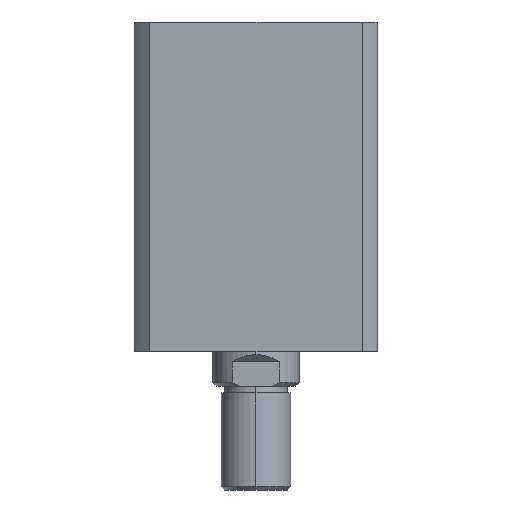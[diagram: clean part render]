
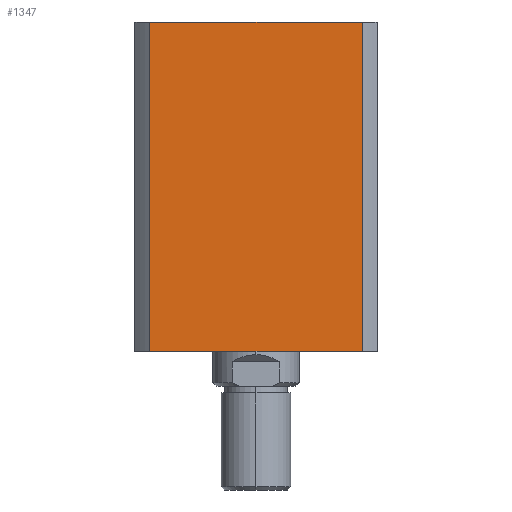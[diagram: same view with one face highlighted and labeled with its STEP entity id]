
A CAD part, left-side view. The second image highlights one B-rep face of the part: STEP entity #1347.
In plain terms, the highlighted planar face has unit normal (-1, 0, 0).
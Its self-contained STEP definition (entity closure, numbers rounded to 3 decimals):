
#117 = VERTEX_POINT ( 'NONE', #1459 ) ;
#201 = VERTEX_POINT ( 'NONE', #1484 ) ;
#302 = VERTEX_POINT ( 'NONE', #1563 ) ;
#318 = VERTEX_POINT ( 'NONE', #1617 ) ;
#707 = FACE_OUTER_BOUND ( 'NONE', #1189, .T. ) ;
#925 = LINE ( 'NONE', #3133, #927 ) ;
#927 = VECTOR ( 'NONE', #3134, 1000. ) ;
#937 = LINE ( 'NONE', #3154, #939 ) ;
#939 = VECTOR ( 'NONE', #3149, 1000. ) ;
#967 = LINE ( 'NONE', #3198, #970 ) ;
#970 = VECTOR ( 'NONE', #3199, 1000. ) ;
#1018 = LINE ( 'NONE', #3264, #1021 ) ;
#1021 = VECTOR ( 'NONE', #3265, 1000. ) ;
#1189 = EDGE_LOOP ( 'NONE', ( #3636, #3637, #3638, #3639 ) ) ;
#1347 = ADVANCED_FACE ( 'NONE', ( #707 ), #1585, .F. ) ;
#1459 = CARTESIAN_POINT ( 'NONE',  ( -35., 30.615, 95. ) ) ;
#1484 = CARTESIAN_POINT ( 'NONE',  ( -35., -30.615, 95. ) ) ;
#1563 = CARTESIAN_POINT ( 'NONE',  ( -35., -30.615, 0. ) ) ;
#1585 = PLANE ( 'NONE',  #2137 ) ;
#1617 = CARTESIAN_POINT ( 'NONE',  ( -35., 30.615, 0. ) ) ;
#1696 = DIRECTION ( 'NONE',  ( 0., 0., -1. ) ) ;
#1752 = CARTESIAN_POINT ( 'NONE',  ( -35., 0., 95. ) ) ;
#1793 = DIRECTION ( 'NONE',  ( 1., 0., 0. ) ) ;
#1803 = EDGE_CURVE ( 'NONE', #117, #201, #925, .T. ) ;
#1810 = EDGE_CURVE ( 'NONE', #318, #302, #937, .T. ) ;
#1944 = EDGE_CURVE ( 'NONE', #117, #318, #967, .T. ) ;
#1973 = EDGE_CURVE ( 'NONE', #201, #302, #1018, .T. ) ;
#2137 = AXIS2_PLACEMENT_3D ( 'NONE', #1752, #1793, #1696 ) ;
#3133 = CARTESIAN_POINT ( 'NONE',  ( -35., 0., 95. ) ) ;
#3134 = DIRECTION ( 'NONE',  ( 0., -1., 0. ) ) ;
#3149 = DIRECTION ( 'NONE',  ( 0., -1., 0. ) ) ;
#3154 = CARTESIAN_POINT ( 'NONE',  ( -35., 0., 0. ) ) ;
#3198 = CARTESIAN_POINT ( 'NONE',  ( -35., 30.615, 95. ) ) ;
#3199 = DIRECTION ( 'NONE',  ( 0., 0., -1. ) ) ;
#3264 = CARTESIAN_POINT ( 'NONE',  ( -35., -30.615, 95. ) ) ;
#3265 = DIRECTION ( 'NONE',  ( 0., 0., -1. ) ) ;
#3636 = ORIENTED_EDGE ( 'NONE', *, *, #1810, .T. ) ;
#3637 = ORIENTED_EDGE ( 'NONE', *, *, #1973, .F. ) ;
#3638 = ORIENTED_EDGE ( 'NONE', *, *, #1803, .F. ) ;
#3639 = ORIENTED_EDGE ( 'NONE', *, *, #1944, .T. ) ;
